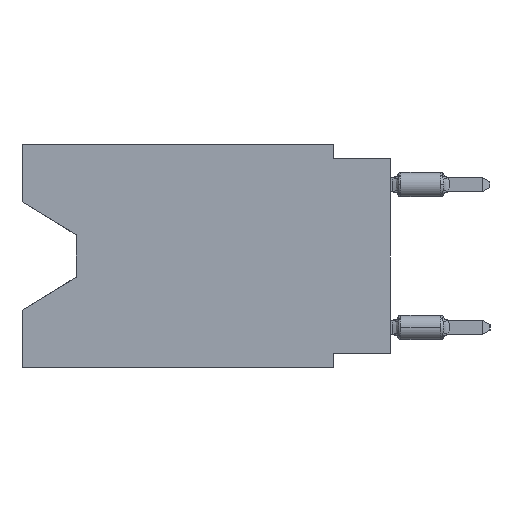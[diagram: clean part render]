
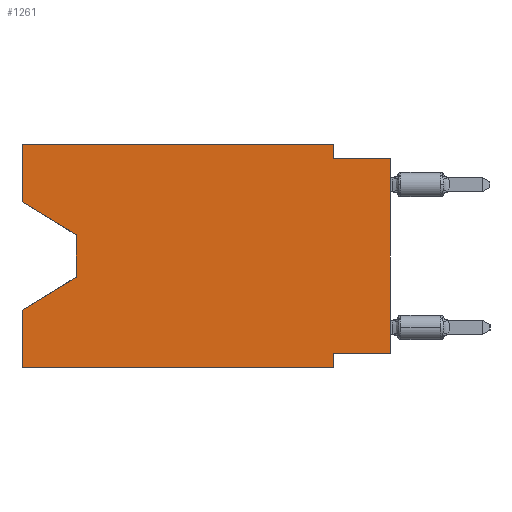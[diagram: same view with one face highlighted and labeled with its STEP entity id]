
A CAD part, left-side view. The second image highlights one B-rep face of the part: STEP entity #1261.
In plain terms, the highlighted planar face has unit normal (-1, 0, 0).
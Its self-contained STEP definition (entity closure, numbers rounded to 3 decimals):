
#1061 = VECTOR ( 'NONE', #1960, 1000. ) ;
#1261 = ADVANCED_FACE ( 'NONE', ( #17453 ), #15618, .F. ) ;
#1372 = EDGE_CURVE ( 'NONE', #16881, #17277, #17786, .T. ) ;
#1723 = CARTESIAN_POINT ( 'NONE',  ( 0., 2.54, -9.906 ) ) ;
#1960 = DIRECTION ( 'NONE',  ( 0., 0., 1. ) ) ;
#2838 = ORIENTED_EDGE ( 'NONE', *, *, #13133, .F. ) ;
#2990 = CARTESIAN_POINT ( 'NONE',  ( 0., 13.97, -4.013 ) ) ;
#3020 = ORIENTED_EDGE ( 'NONE', *, *, #7862, .F. ) ;
#3036 = EDGE_CURVE ( 'NONE', #16881, #8221, #3441, .T. ) ;
#3040 = DIRECTION ( 'NONE',  ( 0., -1., 0. ) ) ;
#3089 = EDGE_CURVE ( 'NONE', #3896, #14624, #4856, .T. ) ;
#3209 = ORIENTED_EDGE ( 'NONE', *, *, #1372, .T. ) ;
#3441 = LINE ( 'NONE', #16658, #1061 ) ;
#3494 = EDGE_CURVE ( 'NONE', #18705, #18613, #9695, .T. ) ;
#3659 = VECTOR ( 'NONE', #6798, 1000. ) ;
#3755 = DIRECTION ( 'NONE',  ( 0., 0., -1. ) ) ;
#3896 = VERTEX_POINT ( 'NONE', #13356 ) ;
#4071 = DIRECTION ( 'NONE',  ( 0., -1., 0. ) ) ;
#4281 = VERTEX_POINT ( 'NONE', #14329 ) ;
#4470 = ORIENTED_EDGE ( 'NONE', *, *, #3036, .F. ) ;
#4856 = LINE ( 'NONE', #18080, #13159 ) ;
#4908 = DIRECTION ( 'NONE',  ( 0., 0., -1. ) ) ;
#5031 = CARTESIAN_POINT ( 'NONE',  ( 0., 2.54, -9.271 ) ) ;
#5045 = CARTESIAN_POINT ( 'NONE',  ( 0., 16.383, 0. ) ) ;
#5200 = VERTEX_POINT ( 'NONE', #2990 ) ;
#5813 = LINE ( 'NONE', #18919, #8308 ) ;
#6141 = ORIENTED_EDGE ( 'NONE', *, *, #16474, .T. ) ;
#6215 = DIRECTION ( 'NONE',  ( 0., -1., 0. ) ) ;
#6304 = VECTOR ( 'NONE', #6215, 1000. ) ;
#6491 = LINE ( 'NONE', #13086, #7424 ) ;
#6589 = DIRECTION ( 'NONE',  ( 0., 0., -1. ) ) ;
#6798 = DIRECTION ( 'NONE',  ( 0., -0.855, -0.519 ) ) ;
#7145 = EDGE_CURVE ( 'NONE', #16320, #5200, #15039, .T. ) ;
#7320 = VERTEX_POINT ( 'NONE', #8940 ) ;
#7424 = VECTOR ( 'NONE', #19810, 1000. ) ;
#7637 = VERTEX_POINT ( 'NONE', #5045 ) ;
#7789 = CARTESIAN_POINT ( 'NONE',  ( 0., 16.383, -2.546 ) ) ;
#7862 = EDGE_CURVE ( 'NONE', #14624, #7320, #14453, .T. ) ;
#7966 = ORIENTED_EDGE ( 'NONE', *, *, #7145, .T. ) ;
#8221 = VERTEX_POINT ( 'NONE', #12049 ) ;
#8308 = VECTOR ( 'NONE', #4071, 1000. ) ;
#8501 = DIRECTION ( 'NONE',  ( 0., 1., 0. ) ) ;
#8672 = DIRECTION ( 'NONE',  ( 1., 0., 0. ) ) ;
#8724 = EDGE_CURVE ( 'NONE', #18705, #7320, #10723, .T. ) ;
#8940 = CARTESIAN_POINT ( 'NONE',  ( 0., 0., -0.635 ) ) ;
#9313 = ORIENTED_EDGE ( 'NONE', *, *, #10761, .F. ) ;
#9566 = CARTESIAN_POINT ( 'NONE',  ( 0., 0., -0.635 ) ) ;
#9695 = LINE ( 'NONE', #16527, #18699 ) ;
#9780 = CARTESIAN_POINT ( 'NONE',  ( 0., 13.97, -4.013 ) ) ;
#10134 = VECTOR ( 'NONE', #19393, 1000. ) ;
#10533 = CARTESIAN_POINT ( 'NONE',  ( 0., 16.383, 0. ) ) ;
#10723 = LINE ( 'NONE', #21118, #10134 ) ;
#10761 = EDGE_CURVE ( 'NONE', #7637, #3896, #5813, .T. ) ;
#11103 = ORIENTED_EDGE ( 'NONE', *, *, #3089, .F. ) ;
#12049 = CARTESIAN_POINT ( 'NONE',  ( 0., 16.383, -7.36 ) ) ;
#13086 = CARTESIAN_POINT ( 'NONE',  ( 0., 13.97, -5.893 ) ) ;
#13133 = EDGE_CURVE ( 'NONE', #18613, #17277, #19999, .T. ) ;
#13159 = VECTOR ( 'NONE', #6589, 1000. ) ;
#13206 = VECTOR ( 'NONE', #3040, 1000. ) ;
#13356 = CARTESIAN_POINT ( 'NONE',  ( 0., 2.54, 0. ) ) ;
#13450 = LINE ( 'NONE', #9780, #14003 ) ;
#13687 = CARTESIAN_POINT ( 'NONE',  ( 0., 0., -9.271 ) ) ;
#13847 = AXIS2_PLACEMENT_3D ( 'NONE', #10533, #8672, #20601 ) ;
#13925 = EDGE_LOOP ( 'NONE', ( #7966, #14733, #6141, #4470, #3209, #2838, #15350, #14607, #3020, #11103, #9313, #19244 ) ) ;
#14003 = VECTOR ( 'NONE', #4908, 1000. ) ;
#14026 = EDGE_CURVE ( 'NONE', #5200, #4281, #13450, .T. ) ;
#14329 = CARTESIAN_POINT ( 'NONE',  ( 0., 13.97, -5.893 ) ) ;
#14453 = LINE ( 'NONE', #9566, #6304 ) ;
#14607 = ORIENTED_EDGE ( 'NONE', *, *, #8724, .T. ) ;
#14624 = VERTEX_POINT ( 'NONE', #19668 ) ;
#14733 = ORIENTED_EDGE ( 'NONE', *, *, #14026, .T. ) ;
#15039 = LINE ( 'NONE', #18276, #3659 ) ;
#15350 = ORIENTED_EDGE ( 'NONE', *, *, #3494, .F. ) ;
#15618 = PLANE ( 'NONE',  #13847 ) ;
#15747 = VECTOR ( 'NONE', #3755, 1000. ) ;
#16154 = CARTESIAN_POINT ( 'NONE',  ( 0., 16.383, -9.906 ) ) ;
#16320 = VERTEX_POINT ( 'NONE', #7789 ) ;
#16474 = EDGE_CURVE ( 'NONE', #4281, #8221, #6491, .T. ) ;
#16527 = CARTESIAN_POINT ( 'NONE',  ( 0., 0., -9.271 ) ) ;
#16658 = CARTESIAN_POINT ( 'NONE',  ( 0., 16.383, 0. ) ) ;
#16881 = VERTEX_POINT ( 'NONE', #20985 ) ;
#16950 = CARTESIAN_POINT ( 'NONE',  ( 0., 16.383, 0. ) ) ;
#17277 = VERTEX_POINT ( 'NONE', #21054 ) ;
#17453 = FACE_OUTER_BOUND ( 'NONE', #13925, .T. ) ;
#17750 = VECTOR ( 'NONE', #18480, 1000. ) ;
#17786 = LINE ( 'NONE', #16154, #13206 ) ;
#18080 = CARTESIAN_POINT ( 'NONE',  ( 0., 2.54, 0. ) ) ;
#18201 = EDGE_CURVE ( 'NONE', #16320, #7637, #18585, .T. ) ;
#18276 = CARTESIAN_POINT ( 'NONE',  ( 0., 16.383, -2.546 ) ) ;
#18480 = DIRECTION ( 'NONE',  ( 0., 0., 1. ) ) ;
#18585 = LINE ( 'NONE', #16950, #17750 ) ;
#18613 = VERTEX_POINT ( 'NONE', #5031 ) ;
#18699 = VECTOR ( 'NONE', #8501, 1000. ) ;
#18705 = VERTEX_POINT ( 'NONE', #13687 ) ;
#18919 = CARTESIAN_POINT ( 'NONE',  ( 0., 16.383, 0. ) ) ;
#19244 = ORIENTED_EDGE ( 'NONE', *, *, #18201, .F. ) ;
#19393 = DIRECTION ( 'NONE',  ( 0., 0., 1. ) ) ;
#19668 = CARTESIAN_POINT ( 'NONE',  ( 0., 2.54, -0.635 ) ) ;
#19810 = DIRECTION ( 'NONE',  ( 0., 0.855, -0.519 ) ) ;
#19999 = LINE ( 'NONE', #1723, #15747 ) ;
#20601 = DIRECTION ( 'NONE',  ( 0., 0., -1. ) ) ;
#20985 = CARTESIAN_POINT ( 'NONE',  ( 0., 16.383, -9.906 ) ) ;
#21054 = CARTESIAN_POINT ( 'NONE',  ( 0., 2.54, -9.906 ) ) ;
#21118 = CARTESIAN_POINT ( 'NONE',  ( 0., 0., 0. ) ) ;
